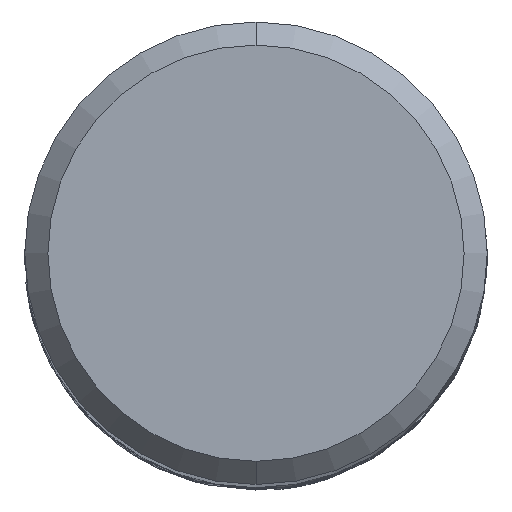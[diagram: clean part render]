
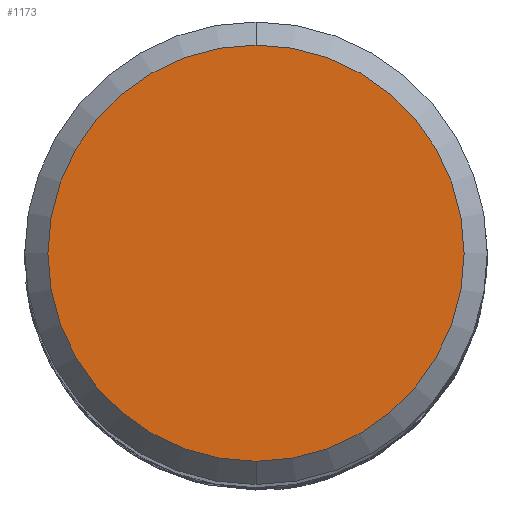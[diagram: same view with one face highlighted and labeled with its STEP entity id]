
A CAD part, top view. The second image highlights one B-rep face of the part: STEP entity #1173.
In plain terms, the highlighted planar face has unit normal (0, 0, 1).
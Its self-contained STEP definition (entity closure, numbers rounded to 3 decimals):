
#1005=VERTEX_POINT('',#2525);
#1145=VERTEX_POINT('',#2677);
#1173=ADVANCED_FACE('',(#2707),#2708,.T.);
#1423=EDGE_CURVE('',#1145,#1005,#2973,.T.);
#1549=EDGE_CURVE('',#1005,#1145,#3115,.T.);
#2525=CARTESIAN_POINT('',(0.0,5.4,0.0));
#2677=CARTESIAN_POINT('',(0.,-5.4,0.0));
#2707=FACE_OUTER_BOUND('',#8189,.T.);
#2708=PLANE('',#8190);
#2973=CIRCLE('',#9039,5.4);
#3115=CIRCLE('',#12505,5.4);
#8189=EDGE_LOOP('',(#19889,#19890));
#8190=AXIS2_PLACEMENT_3D('',#19891,#19892,#19893);
#9039=AXIS2_PLACEMENT_3D('',#20149,#20150,#20151);
#12505=AXIS2_PLACEMENT_3D('',#20315,#20316,#20317);
#19889=ORIENTED_EDGE('',*,*,#1549,.F.);
#19890=ORIENTED_EDGE('',*,*,#1423,.F.);
#19891=CARTESIAN_POINT('',(0.0,2.7,0.0));
#19892=DIRECTION('',(-0.0,0.0,1.0));
#19893=DIRECTION('',(0.0,-1.0,0.0));
#20149=CARTESIAN_POINT('',(0.0,0.0,0.0));
#20150=DIRECTION('',(0.0,0.0,-1.0));
#20151=DIRECTION('',(0.0,1.0,0.0));
#20315=CARTESIAN_POINT('',(0.0,0.0,0.0));
#20316=DIRECTION('',(0.0,0.0,-1.0));
#20317=DIRECTION('',(0.0,1.0,0.0));
